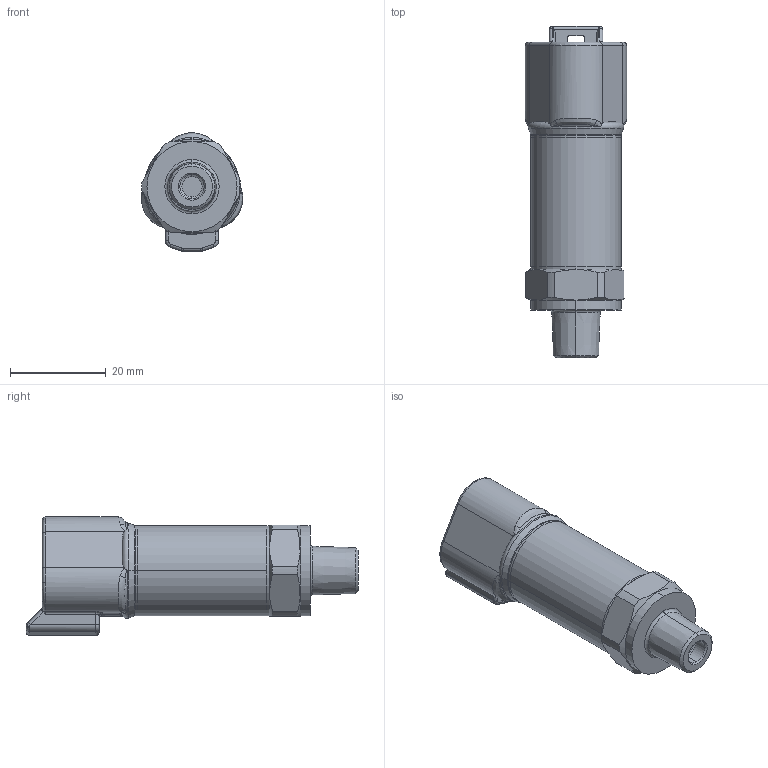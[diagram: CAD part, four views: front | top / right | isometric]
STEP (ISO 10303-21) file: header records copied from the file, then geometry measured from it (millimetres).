
FILE_DESCRIPTION (( 'STEP AP214' ), '1' );
FILE_NAME ('825X.XX.XX.16.D3.STEP', '2019-08-09T08:59:51', ( '' ), ( '' ), 'SwSTEP 2.0', 'SolidWorks 2016', '' );
FILE_SCHEMA (( 'AUTOMOTIVE_DESIGN' ));
Length unit declared in the file: millimetre
Products named in the file (4): C21542_defeatured; 825X.XX.XX.16.D3; DEUTSCH_3P_D3; C24155_16_C24155
Assembly tree (3 placements, depth 2):
  825X.XX.XX.16.D3
    C21542_defeatured
    C24155_16_C24155
    DEUTSCH_3P_D3
Bounding box: 21.15 x 69.3 x 24.71 mm (x, y, z)
Volume: 13708.8 mm3; surface area: 7170.5 mm2
Topology: 3 solids, 3 shells, 302 faces, 743 edges, 457 vertices
Faces by surface type: cylinder 81, plane 76, bspline 70, torus 43, cone 28, sphere 4
Entity records: 16254 total; most frequent: CARTESIAN_POINT 6736, ORIENTED_EDGE 1476, DIRECTION 1224, EDGE_CURVE 738, AXIS2_PLACEMENT_3D 494, VERTEX_POINT 455, EDGE_LOOP 319, ADVANCED_FACE 302
